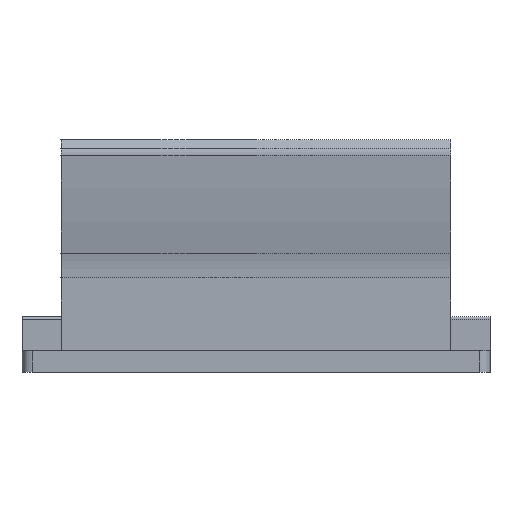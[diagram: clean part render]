
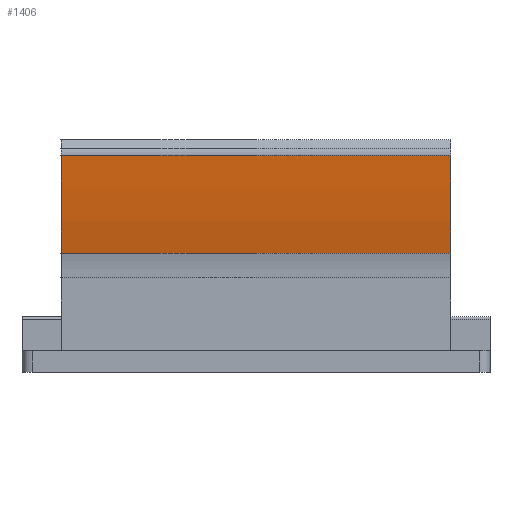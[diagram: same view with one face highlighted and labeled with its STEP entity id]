
A CAD part, left-side view. The second image highlights one B-rep face of the part: STEP entity #1406.
In plain terms, the highlighted cylindrical face has radius 335 mm (diameter 670 mm), a partial arc.
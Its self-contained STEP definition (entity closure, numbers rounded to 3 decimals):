
#37=CYLINDRICAL_SURFACE('',#1533,335.);
#121=FACE_OUTER_BOUND('',#199,.T.);
#199=EDGE_LOOP('',(#1065,#1066,#1067,#1068));
#304=CIRCLE('',#1534,335.);
#305=CIRCLE('',#1535,335.);
#389=LINE('',#2228,#526);
#391=LINE('',#2236,#528);
#526=VECTOR('',#1772,10.);
#528=VECTOR('',#1780,10.);
#678=VERTEX_POINT('',#2225);
#679=VERTEX_POINT('',#2227);
#681=VERTEX_POINT('',#2233);
#682=VERTEX_POINT('',#2235);
#828=EDGE_CURVE('',#678,#679,#389,.T.);
#831=EDGE_CURVE('',#678,#681,#304,.T.);
#832=EDGE_CURVE('',#682,#681,#391,.T.);
#833=EDGE_CURVE('',#679,#682,#305,.T.);
#1065=ORIENTED_EDGE('',*,*,#828,.F.);
#1066=ORIENTED_EDGE('',*,*,#831,.T.);
#1067=ORIENTED_EDGE('',*,*,#832,.F.);
#1068=ORIENTED_EDGE('',*,*,#833,.F.);
#1406=ADVANCED_FACE('',(#121),#37,.T.);
#1533=AXIS2_PLACEMENT_3D('',#2232,#1776,#1777);
#1534=AXIS2_PLACEMENT_3D('',#2234,#1778,#1779);
#1535=AXIS2_PLACEMENT_3D('',#2237,#1781,#1782);
#1772=DIRECTION('',(0.,1.,0.));
#1776=DIRECTION('center_axis',(0.,1.,0.));
#1777=DIRECTION('ref_axis',(-0.933,0.,-0.36));
#1778=DIRECTION('center_axis',(0.,1.,0.));
#1779=DIRECTION('ref_axis',(-0.97,0.,-0.241));
#1780=DIRECTION('',(0.,-1.,0.));
#1781=DIRECTION('center_axis',(0.,1.,0.));
#1782=DIRECTION('ref_axis',(-0.97,0.,-0.241));
#2225=CARTESIAN_POINT('',(-96.287,-90.,-55.341));
#2227=CARTESIAN_POINT('',(-96.287,90.,-55.341));
#2228=CARTESIAN_POINT('',(-96.287,0.,-55.341));
#2232=CARTESIAN_POINT('Origin',(230.093,0.,20.166));
#2233=CARTESIAN_POINT('',(-103.534,-90.,-10.133));
#2234=CARTESIAN_POINT('Origin',(230.093,-90.,20.166));
#2235=CARTESIAN_POINT('',(-103.534,90.,-10.133));
#2236=CARTESIAN_POINT('',(-103.534,0.,-10.133));
#2237=CARTESIAN_POINT('Origin',(230.093,90.,20.166));
